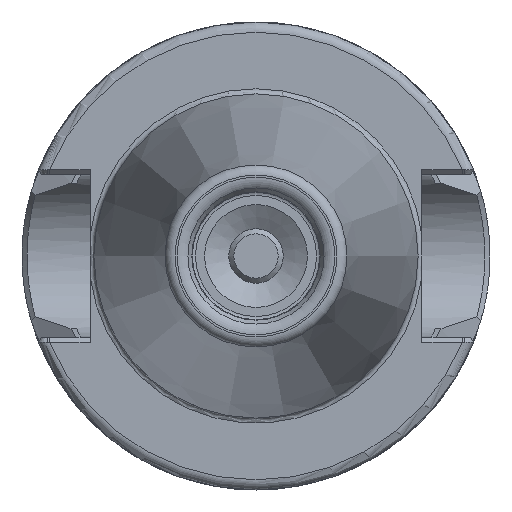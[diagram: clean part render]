
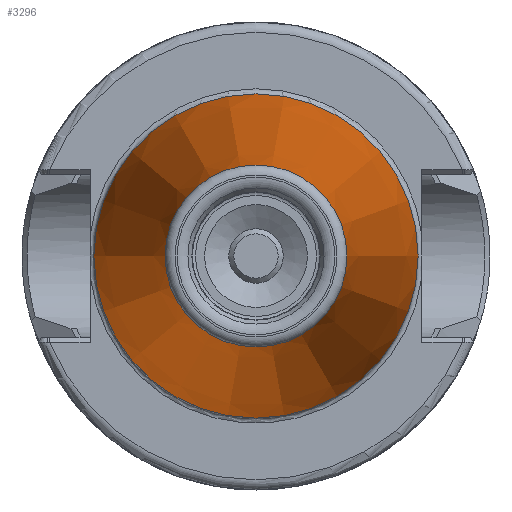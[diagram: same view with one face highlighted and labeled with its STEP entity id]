
A CAD part, left-side view. The second image highlights one B-rep face of the part: STEP entity #3296.
In plain terms, the highlighted conical face has half-angle 8.297 degrees and reference radius 12.437 mm.
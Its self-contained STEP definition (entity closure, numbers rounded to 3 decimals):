
#99=CONICAL_SURFACE('',#3606,12.437,0.145);
#226=CIRCLE('',#3602,8.941);
#227=CIRCLE('',#3603,8.941);
#228=CIRCLE('',#3604,8.941);
#230=CIRCLE('',#3607,15.933);
#231=CIRCLE('',#3608,15.933);
#379=FACE_OUTER_BOUND('',#582,.T.);
#582=EDGE_LOOP('',(#2561,#2562,#2563,#2564,#2565,#2566,#2567));
#803=LINE('',#5919,#1072);
#1072=VECTOR('',#4241,12.437);
#1455=VERTEX_POINT('',#5907);
#1456=VERTEX_POINT('',#5908);
#1457=VERTEX_POINT('',#5910);
#1458=VERTEX_POINT('',#5915);
#1459=VERTEX_POINT('',#5916);
#1850=EDGE_CURVE('',#1455,#1456,#226,.T.);
#1851=EDGE_CURVE('',#1457,#1455,#227,.T.);
#1852=EDGE_CURVE('',#1456,#1457,#228,.T.);
#1854=EDGE_CURVE('',#1458,#1459,#230,.T.);
#1855=EDGE_CURVE('',#1459,#1458,#231,.T.);
#1856=EDGE_CURVE('',#1459,#1457,#803,.T.);
#2561=ORIENTED_EDGE('',*,*,#1854,.F.);
#2562=ORIENTED_EDGE('',*,*,#1855,.F.);
#2563=ORIENTED_EDGE('',*,*,#1856,.T.);
#2564=ORIENTED_EDGE('',*,*,#1851,.T.);
#2565=ORIENTED_EDGE('',*,*,#1850,.T.);
#2566=ORIENTED_EDGE('',*,*,#1852,.T.);
#2567=ORIENTED_EDGE('',*,*,#1856,.F.);
#3296=ADVANCED_FACE('',(#379),#99,.T.);
#3602=AXIS2_PLACEMENT_3D('',#5909,#4227,#4228);
#3603=AXIS2_PLACEMENT_3D('',#5911,#4229,#4230);
#3604=AXIS2_PLACEMENT_3D('',#5912,#4231,#4232);
#3606=AXIS2_PLACEMENT_3D('',#5914,#4235,#4236);
#3607=AXIS2_PLACEMENT_3D('',#5917,#4237,#4238);
#3608=AXIS2_PLACEMENT_3D('',#5918,#4239,#4240);
#4227=DIRECTION('center_axis',(1.,0.,0.));
#4228=DIRECTION('ref_axis',(0.,0.,-1.));
#4229=DIRECTION('center_axis',(1.,0.,0.));
#4230=DIRECTION('ref_axis',(0.,0.,-1.));
#4231=DIRECTION('center_axis',(1.,0.,0.));
#4232=DIRECTION('ref_axis',(0.,0.,-1.));
#4235=DIRECTION('center_axis',(1.,0.,0.));
#4236=DIRECTION('ref_axis',(0.,1.,0.));
#4237=DIRECTION('center_axis',(1.,0.,0.));
#4238=DIRECTION('ref_axis',(0.,0.,-1.));
#4239=DIRECTION('center_axis',(1.,0.,0.));
#4240=DIRECTION('ref_axis',(0.,0.,-1.));
#4241=DIRECTION('',(-0.99,0.144,0.));
#5907=CARTESIAN_POINT('',(-47.944,8.941,0.));
#5908=CARTESIAN_POINT('',(-47.944,0.,8.941));
#5909=CARTESIAN_POINT('Origin',(-47.944,0.,
0.));
#5910=CARTESIAN_POINT('',(-47.944,-8.941,0.));
#5911=CARTESIAN_POINT('Origin',(-47.944,0.,
0.));
#5912=CARTESIAN_POINT('Origin',(-47.944,0.,
0.));
#5914=CARTESIAN_POINT('Origin',(-23.972,0.,
0.));
#5915=CARTESIAN_POINT('',(0.,15.933,0.));
#5916=CARTESIAN_POINT('',(0.,-15.933,0.));
#5917=CARTESIAN_POINT('Origin',(0.,0.,
0.));
#5918=CARTESIAN_POINT('Origin',(0.,0.,
0.));
#5919=CARTESIAN_POINT('',(-23.972,-12.437,0.));
